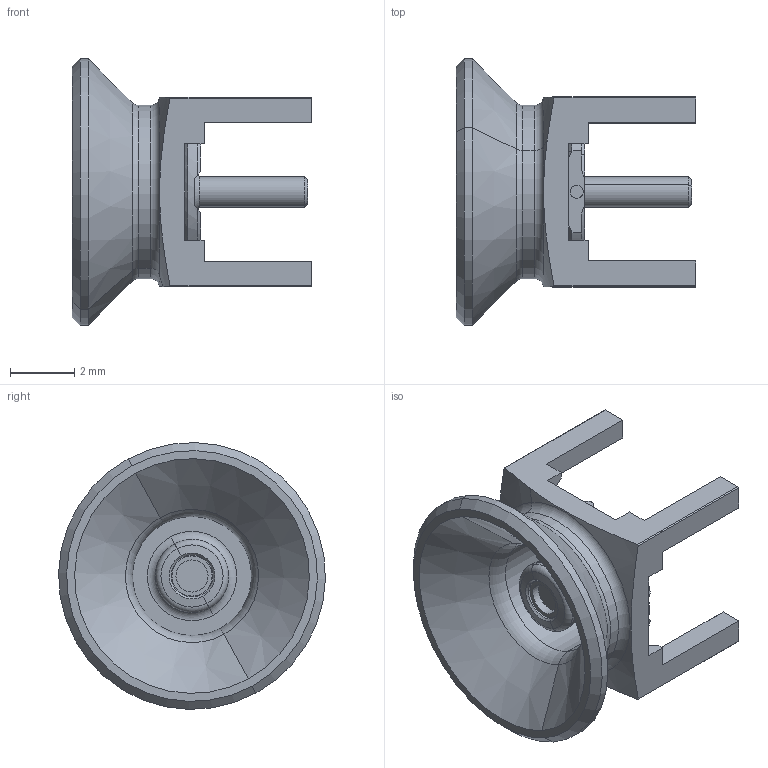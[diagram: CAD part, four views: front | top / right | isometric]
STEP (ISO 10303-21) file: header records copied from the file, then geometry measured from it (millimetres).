
FILE_DESCRIPTION(('CATIA V5 STEP'),'2;1');
FILE_NAME('82_mmbx-50-0-14.stp','2007-08-09T13:38:15+00:00',('none'),('none'),'CATIA Version 5 Release 14 (IN-10)','CATIA V5 STEP AP214','none');
FILE_SCHEMA(('AUTOMOTIVE_DESIGN { 1 0 10303 214 1 1 1 1 }'));
Length unit declared in the file: millimetre
Products named in the file (1): PAR-00103525
Bounding box: 7.45 x 8.3 x 8.3 mm (x, y, z)
Volume: 93.8 mm3; surface area: 301.6 mm2
Topology: 1 solids, 1 shells, 161 faces, 413 edges, 254 vertices
Faces by surface type: plane 58, cylinder 49, cone 36, torus 18
Entity records: 4606 total; most frequent: CARTESIAN_POINT 1136, ORIENTED_EDGE 826, DIRECTION 518, EDGE_CURVE 413, VERTEX_POINT 254, AXIS2_PLACEMENT_3D 253, VECTOR 190, LINE 190
